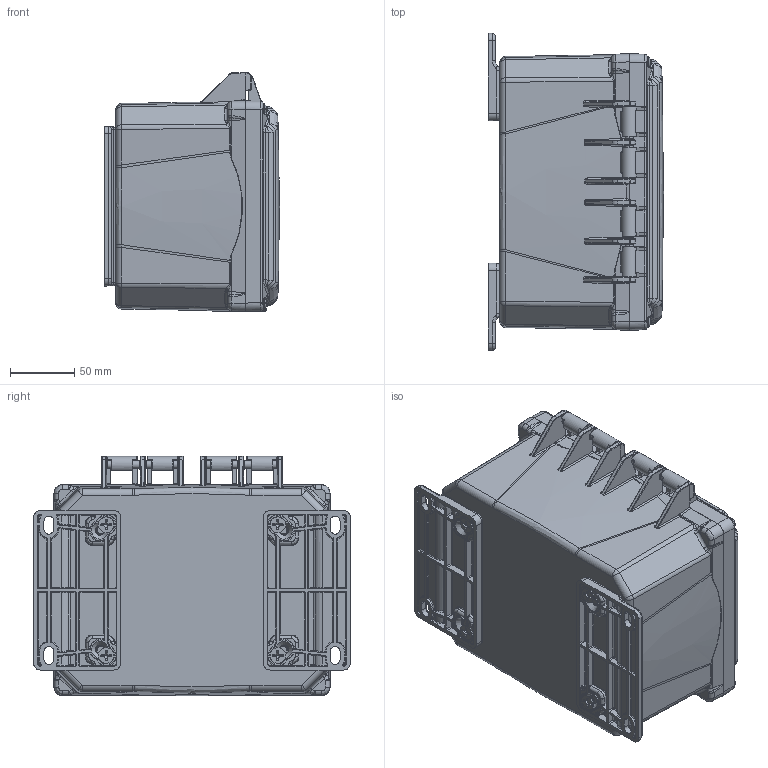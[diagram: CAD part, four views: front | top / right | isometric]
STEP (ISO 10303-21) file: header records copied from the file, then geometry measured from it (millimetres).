
FILE_DESCRIPTION((''),'2;1');
FILE_NAME('H8064HCF_ASM','2017-01-09T',('wtidwell'),(''),'CREO PARAMETRIC BY PTC INC, 2016050','CREO PARAMETRIC BY PTC INC, 2016050','');
FILE_SCHEMA(('CONFIG_CONTROL_DESIGN'));
Products named in the file (9): H864BH; 9912525-80-10; 9912521-80-10; H864BH_ASM; H86CHC; 9912538-82-10; MFLK6; 9912530-82-10; H8064HCF_ASM
Assembly tree (25 placements, depth 3):
  H8064HCF_ASM
    H864BH_ASM
      H864BH
      9912525-80-10  x8
      9912521-80-10  x4
    H86CHC
    9912538-82-10  x4
    MFLK6  x2
    9912530-82-10  x4
Bounding box: 135.89 x 246.13 x 185.65 mm (x, y, z)
Volume: 734324.1 mm3; surface area: 412177.4 mm2
Topology: 24 solids, 24 shells, 3810 faces, 8902 edges, 5268 vertices
Faces by surface type: cylinder 1515, bspline 904, plane 875, cone 260, sphere 152, torus 104
Entity records: 112071 total; most frequent: CARTESIAN_POINT 57332, ORIENTED_EDGE 12332, DIRECTION 9997, EDGE_CURVE 6166, AXIS2_PLACEMENT_3D 3807, VERTEX_POINT 3591, EDGE_LOOP 2737, FACE_OUTER_BOUND 2645
